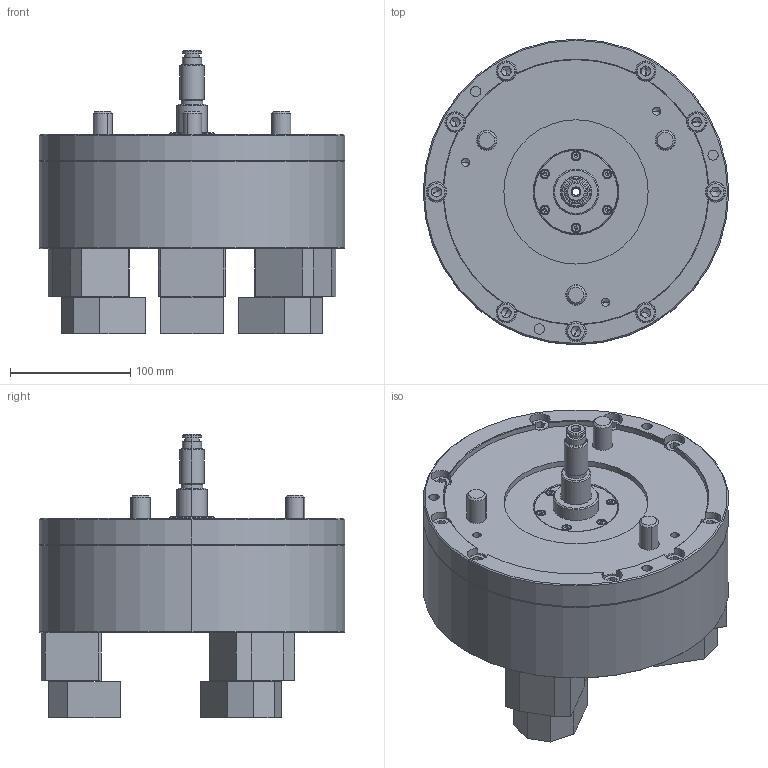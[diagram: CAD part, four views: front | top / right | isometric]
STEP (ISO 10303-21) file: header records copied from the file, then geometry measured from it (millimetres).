
FILE_DESCRIPTION (( 'STEP AP203' ), '1' );
FILE_NAME ('CF-3J-10.STEP', '2018-10-04T08:36:44', ( '' ), ( '' ), 'SwSTEP 2.0', 'SolidWorks 2016', '' );
FILE_SCHEMA (( 'CONFIG_CONTROL_DESIGN' ));
Length unit declared in the file: millimetre
Products named in the file (12): 圓頭內六角螺栓_M16x95; CF-3J-10; CF-3J-08-12000; CF-3J-08-03000; 圓頭內六角螺栓_M4x12; 圓頭內六角螺栓_M12x30; CF-3J-10-03000; CF-3J-08-07000; 圓頭內六角螺栓_M10x25; CF-3J-08-04010; CF-3J-08-15010; CF-3J-10-01000
Assembly tree (34 placements, depth 2):
  CF-3J-10
    CF-3J-10-01000
    CF-3J-08-04010  x3
    CF-3J-08-03000  x3
    CF-3J-08-15010  x3
    CF-3J-10-03000
    CF-3J-08-07000
    CF-3J-08-12000
    圓頭內六角螺栓_M4x12  x6
    圓頭內六角螺栓_M12x30  x3
    圓頭內六角螺栓_M16x95  x3
    圓頭內六角螺栓_M10x25  x9
Bounding box: 254 x 254 x 235.9 mm (x, y, z)
Volume: 4839497 mm3; surface area: 498794.8 mm2
Topology: 34 solids, 34 shells, 955 faces, 2179 edges, 1319 vertices
Faces by surface type: plane 429, cylinder 287, cone 233, torus 6
Entity records: 14764 total; most frequent: DIRECTION 2492, CARTESIAN_POINT 2184, ORIENTED_EDGE 2030, AXIS2_PLACEMENT_3D 1016, EDGE_CURVE 1015, VERTEX_POINT 636, EDGE_LOOP 555, CIRCLE 537
